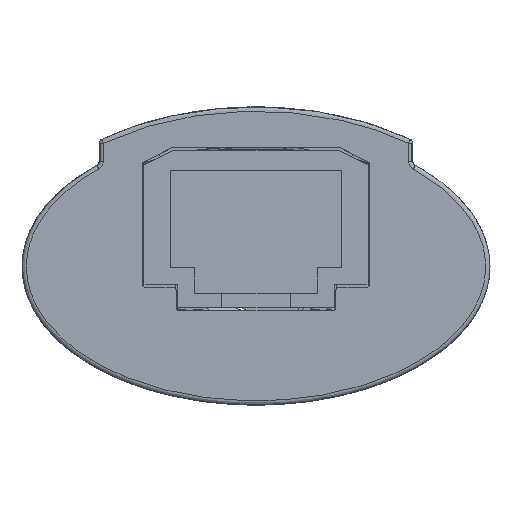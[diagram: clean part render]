
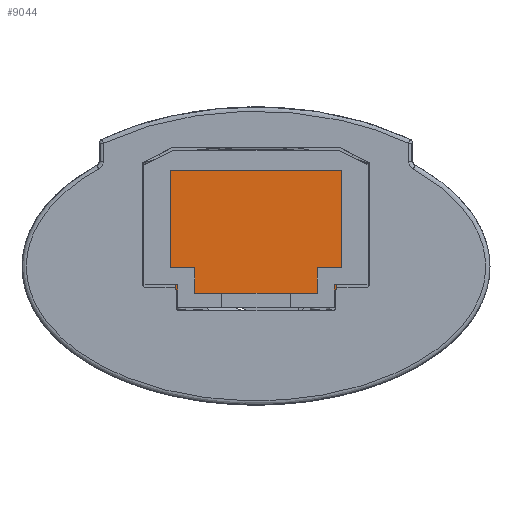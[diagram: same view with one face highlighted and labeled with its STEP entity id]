
A CAD part, left-side view. The second image highlights one B-rep face of the part: STEP entity #9044.
In plain terms, the highlighted planar face has unit normal (-1, 0, 0).
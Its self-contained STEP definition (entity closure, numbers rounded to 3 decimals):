
#5358=CARTESIAN_POINT('',(-43.22,-5.625,-2.87));
#5359=VERTEX_POINT('',#5358);
#5367=CARTESIAN_POINT('',(-43.22,5.625,-2.87));
#5368=VERTEX_POINT('',#5367);
#5369=CARTESIAN_POINT('',(-43.22,5.625,-2.87));
#5370=DIRECTION('',(0.0,-1.0,0.0));
#5371=VECTOR('',#5370,11.25);
#5372=LINE('',#5369,#5371);
#5373=EDGE_CURVE('',#5368,#5359,#5372,.T.);
#7681=CARTESIAN_POINT('',(-43.22,-4.3,-0.07));
#7682=VERTEX_POINT('',#7681);
#7683=CARTESIAN_POINT('',(-43.22,-6.,-0.07));
#7684=VERTEX_POINT('',#7683);
#7685=CARTESIAN_POINT('',(-43.22,-4.3,-0.07));
#7686=DIRECTION('',(0.0,-1.0,0.0));
#7687=VECTOR('',#7686,1.7);
#7688=LINE('',#7685,#7687);
#7689=EDGE_CURVE('',#7682,#7684,#7688,.T.);
#7712=CARTESIAN_POINT('',(-43.22,-6.,6.73));
#7713=VERTEX_POINT('',#7712);
#7714=CARTESIAN_POINT('',(-43.22,-6.,-0.07));
#7715=DIRECTION('',(0.0,0.0,1.0));
#7716=VECTOR('',#7715,6.8);
#7717=LINE('',#7714,#7716);
#7718=EDGE_CURVE('',#7684,#7713,#7717,.T.);
#7736=CARTESIAN_POINT('',(-43.22,6.,6.73));
#7737=VERTEX_POINT('',#7736);
#7738=CARTESIAN_POINT('',(-43.22,-6.,6.73));
#7739=DIRECTION('',(0.0,1.0,0.0));
#7740=VECTOR('',#7739,12.);
#7741=LINE('',#7738,#7740);
#7742=EDGE_CURVE('',#7713,#7737,#7741,.T.);
#7766=CARTESIAN_POINT('',(-43.22,6.,-0.07));
#7767=VERTEX_POINT('',#7766);
#7768=CARTESIAN_POINT('',(-43.22,6.,6.73));
#7769=DIRECTION('',(0.0,0.0,-1.0));
#7770=VECTOR('',#7769,6.8);
#7771=LINE('',#7768,#7770);
#7772=EDGE_CURVE('',#7737,#7767,#7771,.T.);
#7790=CARTESIAN_POINT('',(-43.22,4.3,-0.07));
#7791=VERTEX_POINT('',#7790);
#7792=CARTESIAN_POINT('',(-43.22,6.,-0.07));
#7793=DIRECTION('',(0.0,-1.0,0.0));
#7794=VECTOR('',#7793,1.7);
#7795=LINE('',#7792,#7794);
#7796=EDGE_CURVE('',#7767,#7791,#7795,.T.);
#7822=CARTESIAN_POINT('',(-43.22,4.3,-1.27));
#7823=VERTEX_POINT('',#7822);
#7830=CARTESIAN_POINT('',(-43.22,4.3,-0.07));
#7831=DIRECTION('',(0.0,0.0,-1.0));
#7832=VECTOR('',#7831,1.2);
#7833=LINE('',#7830,#7832);
#7834=EDGE_CURVE('',#7791,#7823,#7833,.T.);
#7849=CARTESIAN_POINT('',(-43.22,-4.3,-1.27));
#7850=VERTEX_POINT('',#7849);
#7866=CARTESIAN_POINT('',(-43.22,-4.3,-1.27));
#7867=DIRECTION('',(0.0,0.0,1.0));
#7868=VECTOR('',#7867,1.2);
#7869=LINE('',#7866,#7868);
#7870=EDGE_CURVE('',#7850,#7682,#7869,.T.);
#7993=CARTESIAN_POINT('',(-43.22,-5.625,-1.27));
#7994=VERTEX_POINT('',#7993);
#7995=CARTESIAN_POINT('',(-43.22,-5.625,-1.27));
#7996=DIRECTION('',(0.0,1.0,0.0));
#7997=VECTOR('',#7996,1.325);
#7998=LINE('',#7995,#7997);
#7999=EDGE_CURVE('',#7994,#7850,#7998,.T.);
#8224=CARTESIAN_POINT('',(-43.22,5.625,-1.27));
#8225=VERTEX_POINT('',#8224);
#8233=CARTESIAN_POINT('',(-43.22,4.3,-1.27));
#8234=DIRECTION('',(0.0,1.0,0.0));
#8235=VECTOR('',#8234,1.325);
#8236=LINE('',#8233,#8235);
#8237=EDGE_CURVE('',#7823,#8225,#8236,.T.);
#9009=CARTESIAN_POINT('',(-43.22,-5.625,-2.87));
#9010=DIRECTION('',(0.0,0.0,1.0));
#9011=VECTOR('',#9010,1.6);
#9012=LINE('',#9009,#9011);
#9013=EDGE_CURVE('',#5359,#7994,#9012,.T.);
#9020=CARTESIAN_POINT('',(-43.22,-5.625,-2.87));
#9021=DIRECTION('',(-1.0,0.0,0.0));
#9022=DIRECTION('',(0.0,0.0,1.0));
#9023=AXIS2_PLACEMENT_3D('',#9020,#9021,#9022);
#9024=PLANE('',#9023);
#9025=ORIENTED_EDGE('',*,*,#8237,.T.);
#9026=CARTESIAN_POINT('',(-43.22,5.625,-2.87));
#9027=DIRECTION('',(0.0,0.0,1.0));
#9028=VECTOR('',#9027,1.6);
#9029=LINE('',#9026,#9028);
#9030=EDGE_CURVE('',#5368,#8225,#9029,.T.);
#9031=ORIENTED_EDGE('',*,*,#9030,.F.);
#9032=ORIENTED_EDGE('',*,*,#5373,.T.);
#9033=ORIENTED_EDGE('',*,*,#9013,.T.);
#9034=ORIENTED_EDGE('',*,*,#7999,.T.);
#9035=ORIENTED_EDGE('',*,*,#7870,.T.);
#9036=ORIENTED_EDGE('',*,*,#7689,.T.);
#9037=ORIENTED_EDGE('',*,*,#7718,.T.);
#9038=ORIENTED_EDGE('',*,*,#7742,.T.);
#9039=ORIENTED_EDGE('',*,*,#7772,.T.);
#9040=ORIENTED_EDGE('',*,*,#7796,.T.);
#9041=ORIENTED_EDGE('',*,*,#7834,.T.);
#9042=EDGE_LOOP('',(#9025,#9031,#9032,#9033,#9034,#9035,#9036,#9037,#9038,#9039,#9040,#9041));
#9043=FACE_OUTER_BOUND('',#9042,.T.);
#9044=ADVANCED_FACE('',(#9043),#9024,.T.);
